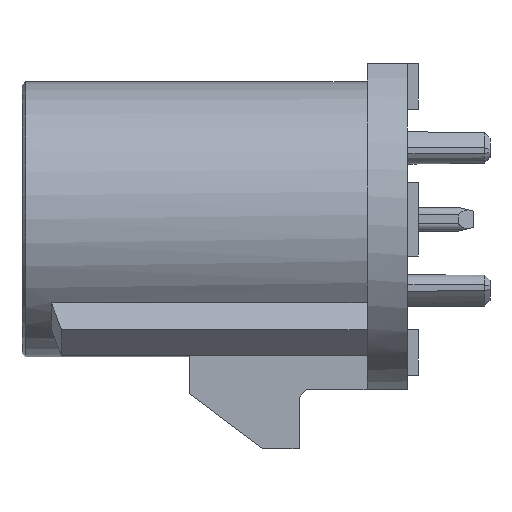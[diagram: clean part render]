
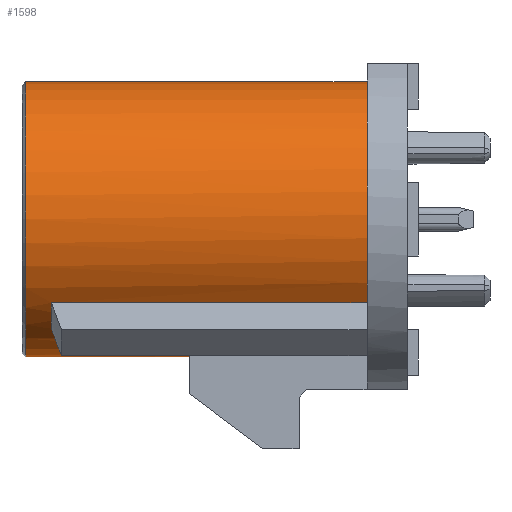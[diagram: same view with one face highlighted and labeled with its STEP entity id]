
A CAD part, left-side view. The second image highlights one B-rep face of the part: STEP entity #1598.
In plain terms, the highlighted cylindrical face has radius 3.75 mm (diameter 7.5 mm), a partial arc.
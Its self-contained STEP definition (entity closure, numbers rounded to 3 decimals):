
#34 = VECTOR ( 'NONE', #6973, 1000. ) ;
#65 = CARTESIAN_POINT ( 'NONE',  ( -1., 1.4, -3.614 ) ) ;
#132 = CARTESIAN_POINT ( 'NONE',  ( 0., 1.4, 0. ) ) ;
#189 = CARTESIAN_POINT ( 'NONE',  ( 0., 10.8, 0. ) ) ;
#276 = EDGE_CURVE ( 'NONE', #948, #10652, #1553, .T. ) ;
#460 = DIRECTION ( 'NONE',  ( 0., -1., 0. ) ) ;
#640 = EDGE_CURVE ( 'NONE', #3069, #10652, #10665, .T. ) ;
#948 = VERTEX_POINT ( 'NONE', #12141 ) ;
#956 = VERTEX_POINT ( 'NONE', #9233 ) ;
#1055 = CARTESIAN_POINT ( 'NONE',  ( 0., 10.7, 0. ) ) ;
#1113 = EDGE_CURVE ( 'NONE', #6614, #6651, #4178, .T. ) ;
#1228 = AXIS2_PLACEMENT_3D ( 'NONE', #4899, #5888, #11462 ) ;
#1475 = AXIS2_PLACEMENT_3D ( 'NONE', #189, #6768, #8688 ) ;
#1494 = DIRECTION ( 'NONE',  ( 0., -1., 0. ) ) ;
#1553 = CIRCLE ( 'NONE', #1228, 3.75 ) ;
#1598 = ADVANCED_FACE ( 'NONE', ( #3013 ), #10224, .T. ) ;
#1910 = ORIENTED_EDGE ( 'NONE', *, *, #3684, .F. ) ;
#1914 = AXIS2_PLACEMENT_3D ( 'NONE', #1055, #1929, #2005 ) ;
#1929 = DIRECTION ( 'NONE',  ( 0., -1., 0. ) ) ;
#1946 = CARTESIAN_POINT ( 'NONE',  ( 0., 10.7, -3.75 ) ) ;
#2005 = DIRECTION ( 'NONE',  ( 0., 0., 1. ) ) ;
#2179 = CARTESIAN_POINT ( 'NONE',  ( -1., 3.25, -3.614 ) ) ;
#2262 = AXIS2_PLACEMENT_3D ( 'NONE', #132, #7555, #10377 ) ;
#2614 = EDGE_LOOP ( 'NONE', ( #9298, #6023, #8821, #11155, #3653, #6799, #9686, #1910, #9080, #8575 ) ) ;
#2625 = VERTEX_POINT ( 'NONE', #11635 ) ;
#2628 = CIRCLE ( 'NONE', #1914, 3.75 ) ;
#2736 = CARTESIAN_POINT ( 'NONE',  ( 0., 10.8, -3.75 ) ) ;
#2745 = CARTESIAN_POINT ( 'NONE',  ( 0., 6.25, 0. ) ) ;
#3013 = FACE_OUTER_BOUND ( 'NONE', #2614, .T. ) ;
#3069 = VERTEX_POINT ( 'NONE', #10326 ) ;
#3132 = CIRCLE ( 'NONE', #2262, 3.75 ) ;
#3217 = AXIS2_PLACEMENT_3D ( 'NONE', #5431, #1494, #7169 ) ;
#3653 = ORIENTED_EDGE ( 'NONE', *, *, #6721, .F. ) ;
#3671 = DIRECTION ( 'NONE',  ( 0., -1., 0. ) ) ;
#3684 = EDGE_CURVE ( 'NONE', #956, #7101, #6547, .T. ) ;
#4178 = LINE ( 'NONE', #2736, #6401 ) ;
#4548 = LINE ( 'NONE', #2179, #6765 ) ;
#4856 = VECTOR ( 'NONE', #10287, 1000. ) ;
#4899 = CARTESIAN_POINT ( 'NONE',  ( 0., 1.4, 0. ) ) ;
#5431 = CARTESIAN_POINT ( 'NONE',  ( 0., 10., 0. ) ) ;
#5498 = CARTESIAN_POINT ( 'NONE',  ( -2.274, 10., -2.982 ) ) ;
#5888 = DIRECTION ( 'NONE',  ( 0., 1., 0. ) ) ;
#6023 = ORIENTED_EDGE ( 'NONE', *, *, #7191, .T. ) ;
#6166 = CARTESIAN_POINT ( 'NONE',  ( 0., 10.8, 3.75 ) ) ;
#6185 = CARTESIAN_POINT ( 'NONE',  ( 0., 1.4, 3.75 ) ) ;
#6401 = VECTOR ( 'NONE', #6598, 1000. ) ;
#6540 = DIRECTION ( 'NONE',  ( 0., 0., -1. ) ) ;
#6547 = CIRCLE ( 'NONE', #3217, 3.75 ) ;
#6598 = DIRECTION ( 'NONE',  ( 0., -1., 0. ) ) ;
#6614 = VERTEX_POINT ( 'NONE', #1946 ) ;
#6651 = VERTEX_POINT ( 'NONE', #7869 ) ;
#6721 = EDGE_CURVE ( 'NONE', #10603, #2625, #4548, .T. ) ;
#6765 = VECTOR ( 'NONE', #10566, 1000. ) ;
#6768 = DIRECTION ( 'NONE',  ( 0., -1., 0. ) ) ;
#6799 = ORIENTED_EDGE ( 'NONE', *, *, #9952, .T. ) ;
#6973 = DIRECTION ( 'NONE',  ( 0., 1., 0. ) ) ;
#7040 = EDGE_CURVE ( 'NONE', #2625, #6651, #10584, .T. ) ;
#7065 = LINE ( 'NONE', #7589, #4856 ) ;
#7101 = VERTEX_POINT ( 'NONE', #5498 ) ;
#7169 = DIRECTION ( 'NONE',  ( 0., 0., 1. ) ) ;
#7191 = EDGE_CURVE ( 'NONE', #3069, #6614, #2628, .T. ) ;
#7555 = DIRECTION ( 'NONE',  ( 0., 1., 0. ) ) ;
#7589 = CARTESIAN_POINT ( 'NONE',  ( -2.982, -0.633, -2.274 ) ) ;
#7869 = CARTESIAN_POINT ( 'NONE',  ( 0., 6.25, -3.75 ) ) ;
#8212 = AXIS2_PLACEMENT_3D ( 'NONE', #2745, #3671, #6540 ) ;
#8575 = ORIENTED_EDGE ( 'NONE', *, *, #276, .T. ) ;
#8688 = DIRECTION ( 'NONE',  ( 0., 0., -1. ) ) ;
#8772 = CARTESIAN_POINT ( 'NONE',  ( -2.274, -0.633, -2.982 ) ) ;
#8821 = ORIENTED_EDGE ( 'NONE', *, *, #1113, .T. ) ;
#9080 = ORIENTED_EDGE ( 'NONE', *, *, #11953, .F. ) ;
#9233 = CARTESIAN_POINT ( 'NONE',  ( -2.982, 10., -2.274 ) ) ;
#9298 = ORIENTED_EDGE ( 'NONE', *, *, #640, .F. ) ;
#9686 = ORIENTED_EDGE ( 'NONE', *, *, #10480, .T. ) ;
#9952 = EDGE_CURVE ( 'NONE', #10603, #11296, #3132, .T. ) ;
#10182 = LINE ( 'NONE', #8772, #34 ) ;
#10224 = CYLINDRICAL_SURFACE ( 'NONE', #1475, 3.75 ) ;
#10287 = DIRECTION ( 'NONE',  ( 0., 1., 0. ) ) ;
#10326 = CARTESIAN_POINT ( 'NONE',  ( 0., 10.7, 3.75 ) ) ;
#10377 = DIRECTION ( 'NONE',  ( 0., 0., 1. ) ) ;
#10480 = EDGE_CURVE ( 'NONE', #11296, #7101, #10182, .T. ) ;
#10566 = DIRECTION ( 'NONE',  ( 0., 1., 0. ) ) ;
#10584 = CIRCLE ( 'NONE', #8212, 3.75 ) ;
#10603 = VERTEX_POINT ( 'NONE', #65 ) ;
#10652 = VERTEX_POINT ( 'NONE', #6185 ) ;
#10665 = LINE ( 'NONE', #6166, #11091 ) ;
#10991 = CARTESIAN_POINT ( 'NONE',  ( -2.274, 1.4, -2.982 ) ) ;
#11091 = VECTOR ( 'NONE', #460, 1000. ) ;
#11155 = ORIENTED_EDGE ( 'NONE', *, *, #7040, .F. ) ;
#11296 = VERTEX_POINT ( 'NONE', #10991 ) ;
#11462 = DIRECTION ( 'NONE',  ( 0., 0., 1. ) ) ;
#11635 = CARTESIAN_POINT ( 'NONE',  ( -1., 6.25, -3.614 ) ) ;
#11953 = EDGE_CURVE ( 'NONE', #948, #956, #7065, .T. ) ;
#12141 = CARTESIAN_POINT ( 'NONE',  ( -2.982, 1.4, -2.274 ) ) ;
